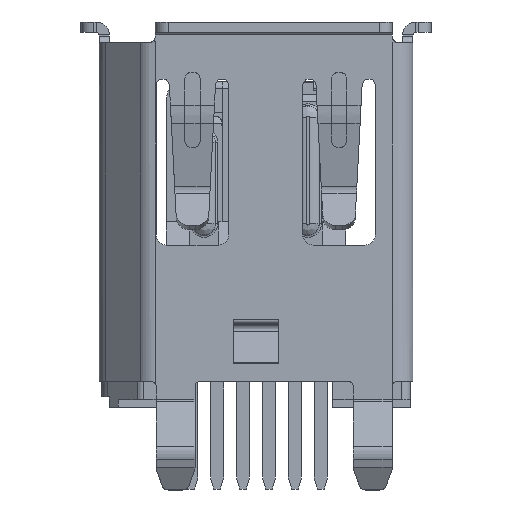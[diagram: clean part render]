
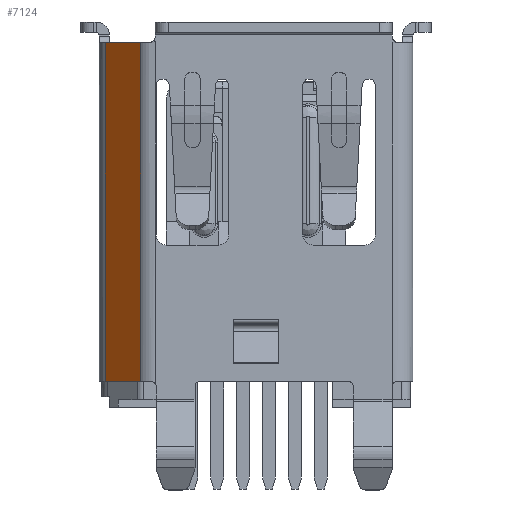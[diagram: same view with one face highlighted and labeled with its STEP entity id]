
A CAD part, front view. The second image highlights one B-rep face of the part: STEP entity #7124.
In plain terms, the highlighted planar face has unit normal (-0.707, -0.707, 0).
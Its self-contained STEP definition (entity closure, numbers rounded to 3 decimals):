
#3937=CARTESIAN_POINT('',(-4.45,-3.266,8.2));
#3938=VERTEX_POINT('',#3937);
#3939=CARTESIAN_POINT('',(-4.45,-3.266,-4.85));
#3940=VERTEX_POINT('',#3939);
#3941=CARTESIAN_POINT('',(-4.45,-3.266,8.2));
#3942=DIRECTION('',(0.,0.,-1.));
#3943=VECTOR('',#3942,13.05);
#3944=LINE('',#3941,#3943);
#3945=EDGE_CURVE('',#3938,#3940,#3944,.T.);
#7094=CARTESIAN_POINT('',(-5.133,-2.583,-0.2));
#7095=DIRECTION('',(0.707,-0.707,0.));
#7096=DIRECTION('',(-0.707,-0.707,0.));
#7097=AXIS2_PLACEMENT_3D('',#7094,#7096,#7095);
#7098=PLANE('',#7097);
#7099=CARTESIAN_POINT('',(-5.816,-1.9,8.2));
#7100=VERTEX_POINT('',#7099);
#7101=CARTESIAN_POINT('',(-5.816,-1.9,-4.85));
#7102=VERTEX_POINT('',#7101);
#7103=CARTESIAN_POINT('',(-5.816,-1.9,8.2));
#7104=DIRECTION('',(0.,0.,-1.));
#7105=VECTOR('',#7104,13.05);
#7106=LINE('',#7103,#7105);
#7107=EDGE_CURVE('',#7100,#7102,#7106,.T.);
#7108=ORIENTED_EDGE('',*,*,#7107,.T.);
#7109=CARTESIAN_POINT('',(-5.816,-1.9,-4.85));
#7110=DIRECTION('',(0.707,-0.707,0.));
#7111=VECTOR('',#7110,1.931);
#7112=LINE('',#7109,#7111);
#7113=EDGE_CURVE('',#7102,#3940,#7112,.T.);
#7114=ORIENTED_EDGE('',*,*,#7113,.T.);
#7115=ORIENTED_EDGE('',*,*,#3945,.F.);
#7116=CARTESIAN_POINT('',(-4.45,-3.266,8.2));
#7117=DIRECTION('',(-0.707,0.707,0.));
#7118=VECTOR('',#7117,1.931);
#7119=LINE('',#7116,#7118);
#7120=EDGE_CURVE('',#3938,#7100,#7119,.T.);
#7121=ORIENTED_EDGE('',*,*,#7120,.T.);
#7122=EDGE_LOOP('',(#7108,#7114,#7115,#7121));
#7123=FACE_OUTER_BOUND('',#7122,.T.);
#7124=ADVANCED_FACE('',(#7123),#7098,.T.);
